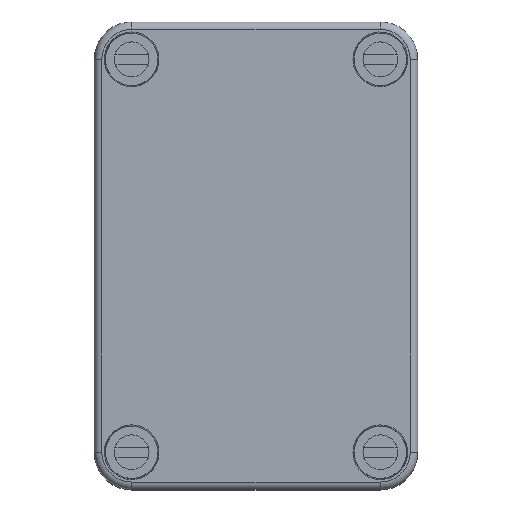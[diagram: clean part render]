
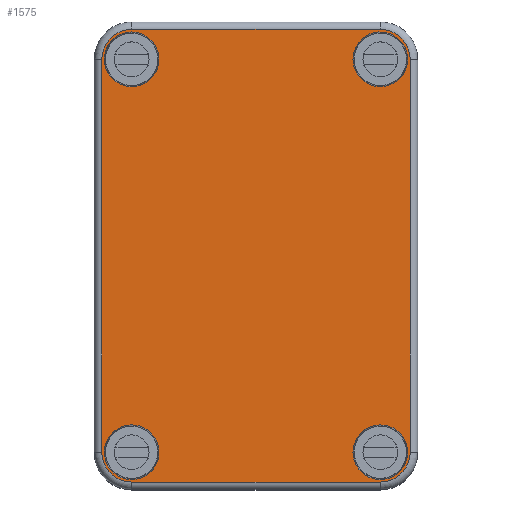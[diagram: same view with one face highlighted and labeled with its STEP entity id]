
A CAD part, top view. The second image highlights one B-rep face of the part: STEP entity #1575.
In plain terms, the highlighted planar face has unit normal (0, 0, 1).
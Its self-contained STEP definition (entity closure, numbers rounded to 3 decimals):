
#1575 = ADVANCED_FACE( '', ( #3298, #3299, #3300, #3301, #3302 ), #3303, .F. );
#3298 = FACE_BOUND( '', #5065, .T. );
#3299 = FACE_BOUND( '', #5066, .T. );
#3300 = FACE_BOUND( '', #5067, .T. );
#3301 = FACE_BOUND( '', #5068, .T. );
#3302 = FACE_OUTER_BOUND( '', #5069, .T. );
#3303 = PLANE( '', #5070 );
#5065 = EDGE_LOOP( '', ( #9342 ) );
#5066 = EDGE_LOOP( '', ( #9343 ) );
#5067 = EDGE_LOOP( '', ( #9344 ) );
#5068 = EDGE_LOOP( '', ( #9345 ) );
#5069 = EDGE_LOOP( '', ( #9346, #9347, #9348, #9349, #9350, #9351, #9352, #9353 ) );
#5070 = AXIS2_PLACEMENT_3D( '', #9354, #9355, #9356 );
#9342 = ORIENTED_EDGE( '', *, *, #11518, .T. );
#9343 = ORIENTED_EDGE( '', *, *, #10721, .T. );
#9344 = ORIENTED_EDGE( '', *, *, #9947, .T. );
#9345 = ORIENTED_EDGE( '', *, *, #11238, .T. );
#9346 = ORIENTED_EDGE( '', *, *, #11207, .T. );
#9347 = ORIENTED_EDGE( '', *, *, #11153, .F. );
#9348 = ORIENTED_EDGE( '', *, *, #11506, .F. );
#9349 = ORIENTED_EDGE( '', *, *, #11407, .T. );
#9350 = ORIENTED_EDGE( '', *, *, #11261, .F. );
#9351 = ORIENTED_EDGE( '', *, *, #11519, .T. );
#9352 = ORIENTED_EDGE( '', *, *, #10915, .T. );
#9353 = ORIENTED_EDGE( '', *, *, #11520, .F. );
#9354 = CARTESIAN_POINT( '', ( -31., 39.5, 15. ) );
#9355 = DIRECTION( '', ( 0., 0., -1. ) );
#9356 = DIRECTION( '', ( -1., 0., 0. ) );
#9947 = EDGE_CURVE( '', #11793, #11793, #11794, .T. );
#10721 = EDGE_CURVE( '', #13068, #13068, #13069, .T. );
#10915 = EDGE_CURVE( '', #13361, #13362, #13363, .T. );
#11153 = EDGE_CURVE( '', #13679, #13677, #13681, .T. );
#11207 = EDGE_CURVE( '', #13754, #13677, #13755, .T. );
#11238 = EDGE_CURVE( '', #13791, #13791, #13792, .T. );
#11261 = EDGE_CURVE( '', #13818, #13820, #13821, .T. );
#11407 = EDGE_CURVE( '', #13992, #13820, #13993, .T. );
#11506 = EDGE_CURVE( '', #13992, #13679, #14100, .T. );
#11518 = EDGE_CURVE( '', #14113, #14113, #14114, .T. );
#11519 = EDGE_CURVE( '', #13818, #13361, #14115, .T. );
#11520 = EDGE_CURVE( '', #13754, #13362, #14116, .T. );
#11793 = VERTEX_POINT( '', #14431 );
#11794 = CIRCLE( '', #14432, 5.5 );
#13068 = VERTEX_POINT( '', #16119 );
#13069 = CIRCLE( '', #16120, 5.5 );
#13361 = VERTEX_POINT( '', #16541 );
#13362 = VERTEX_POINT( '', #16542 );
#13363 = CIRCLE( '', #16543, 6. );
#13677 = VERTEX_POINT( '', #16959 );
#13679 = VERTEX_POINT( '', #16961 );
#13681 = LINE( '', #16963, #16964 );
#13754 = VERTEX_POINT( '', #17059 );
#13755 = CIRCLE( '', #17060, 6. );
#13791 = VERTEX_POINT( '', #17124 );
#13792 = CIRCLE( '', #17125, 5.5 );
#13818 = VERTEX_POINT( '', #17156 );
#13820 = VERTEX_POINT( '', #17158 );
#13821 = CIRCLE( '', #17159, 6. );
#13992 = VERTEX_POINT( '', #17383 );
#13993 = LINE( '', #17384, #17385 );
#14100 = CIRCLE( '', #17511, 6. );
#14113 = VERTEX_POINT( '', #17525 );
#14114 = CIRCLE( '', #17526, 5.5 );
#14115 = LINE( '', #17527, #17528 );
#14116 = LINE( '', #17529, #17530 );
#14431 = CARTESIAN_POINT( '', ( 19.5, -39.5, 15. ) );
#14432 = AXIS2_PLACEMENT_3D( '', #17812, #17813, #17814 );
#16119 = CARTESIAN_POINT( '', ( -30.5, 39.5, 15. ) );
#16120 = AXIS2_PLACEMENT_3D( '', #18928, #18929, #18930 );
#16541 = CARTESIAN_POINT( '', ( -31., -39.5, 15. ) );
#16542 = CARTESIAN_POINT( '', ( -25., -45.5, 15. ) );
#16543 = AXIS2_PLACEMENT_3D( '', #19189, #19190, #19191 );
#16959 = CARTESIAN_POINT( '', ( 31., -39.5, 15. ) );
#16961 = CARTESIAN_POINT( '', ( 31., 39.5, 15. ) );
#16963 = CARTESIAN_POINT( '', ( 31., 39.5, 15. ) );
#16964 = VECTOR( '', #19498, 1000. );
#17059 = CARTESIAN_POINT( '', ( 25., -45.5, 15. ) );
#17060 = AXIS2_PLACEMENT_3D( '', #19563, #19564, #19565 );
#17124 = CARTESIAN_POINT( '', ( 19.5, 39.5, 15. ) );
#17125 = AXIS2_PLACEMENT_3D( '', #19601, #19602, #19603 );
#17156 = CARTESIAN_POINT( '', ( -31., 39.5, 15. ) );
#17158 = CARTESIAN_POINT( '', ( -25., 45.5, 15. ) );
#17159 = AXIS2_PLACEMENT_3D( '', #19630, #19631, #19632 );
#17383 = CARTESIAN_POINT( '', ( 25., 45.5, 15. ) );
#17384 = CARTESIAN_POINT( '', ( 25., 45.5, 15. ) );
#17385 = VECTOR( '', #19761, 1000. );
#17511 = AXIS2_PLACEMENT_3D( '', #19826, #19827, #19828 );
#17525 = CARTESIAN_POINT( '', ( -30.5, -39.5, 15. ) );
#17526 = AXIS2_PLACEMENT_3D( '', #19833, #19834, #19835 );
#17527 = CARTESIAN_POINT( '', ( -31., 39.5, 15. ) );
#17528 = VECTOR( '', #19836, 1000. );
#17529 = CARTESIAN_POINT( '', ( 25., -45.5, 15. ) );
#17530 = VECTOR( '', #19837, 1000. );
#17812 = CARTESIAN_POINT( '', ( 25., -39.5, 15. ) );
#17813 = DIRECTION( '', ( 0., 0., -1. ) );
#17814 = DIRECTION( '', ( -1., 0., 0. ) );
#18928 = CARTESIAN_POINT( '', ( -25., 39.5, 15. ) );
#18929 = DIRECTION( '', ( 0., 0., -1. ) );
#18930 = DIRECTION( '', ( -1., 0., 0. ) );
#19189 = CARTESIAN_POINT( '', ( -25., -39.5, 15. ) );
#19190 = DIRECTION( '', ( 0., 0., 1. ) );
#19191 = DIRECTION( '', ( 1., 0., 0. ) );
#19498 = DIRECTION( '', ( 0., -1., 0. ) );
#19563 = CARTESIAN_POINT( '', ( 25., -39.5, 15. ) );
#19564 = DIRECTION( '', ( 0., 0., 1. ) );
#19565 = DIRECTION( '', ( 1., 0., 0. ) );
#19601 = CARTESIAN_POINT( '', ( 25., 39.5, 15. ) );
#19602 = DIRECTION( '', ( 0., 0., -1. ) );
#19603 = DIRECTION( '', ( -1., 0., 0. ) );
#19630 = CARTESIAN_POINT( '', ( -25., 39.5, 15. ) );
#19631 = DIRECTION( '', ( 0., 0., -1. ) );
#19632 = DIRECTION( '', ( -1., 0., 0. ) );
#19761 = DIRECTION( '', ( -1., 0., 0. ) );
#19826 = CARTESIAN_POINT( '', ( 25., 39.5, 15. ) );
#19827 = DIRECTION( '', ( 0., 0., -1. ) );
#19828 = DIRECTION( '', ( -1., 0., 0. ) );
#19833 = CARTESIAN_POINT( '', ( -25., -39.5, 15. ) );
#19834 = DIRECTION( '', ( 0., 0., -1. ) );
#19835 = DIRECTION( '', ( -1., 0., 0. ) );
#19836 = DIRECTION( '', ( 0., -1., 0. ) );
#19837 = DIRECTION( '', ( -1., 0., 0. ) );
